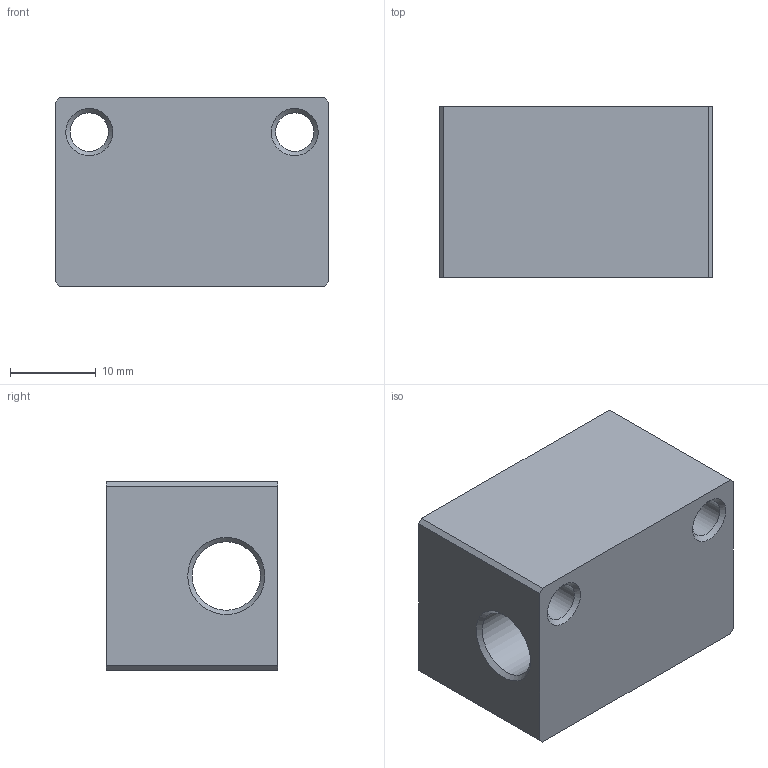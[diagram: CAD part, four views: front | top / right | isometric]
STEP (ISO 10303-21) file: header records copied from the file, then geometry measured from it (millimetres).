
FILE_DESCRIPTION(/* description */ ('Spacer breit '),/* implementation_level */ '2;1');
FILE_NAME(/* name */ 'JR 811186.ipt_.step',/* time_stamp */ '2025-07-24T09:24:35+02:00',/* author */ ('ALHA'),/* organization */ (''),/* preprocessor_version */ 'ST-DEVELOPER v20',/* originating_system */ 'Autodesk Inventor 2025',/* authorisation */ '');
FILE_SCHEMA (('AUTOMOTIVE_DESIGN { 1 0 10303 214 3 1 1 }'));
Length unit declared in the file: millimetre
Products named in the file (1): JR 811186
Bounding box: 32 x 20 x 22 mm (x, y, z)
Volume: 11811.2 mm3; surface area: 4719.8 mm2
Topology: 1 solids, 1 shells, 19 faces, 49 edges, 32 vertices
Faces by surface type: plane 10, cone 6, cylinder 3
Full cylindrical faces by diameter (mm): 4.5 x2, 8 x1
Entity records: 638 total; most frequent: DIRECTION 105, CARTESIAN_POINT 101, ORIENTED_EDGE 98, EDGE_CURVE 49, AXIS2_PLACEMENT_3D 36, LINE 33, VECTOR 33, VERTEX_POINT 32
